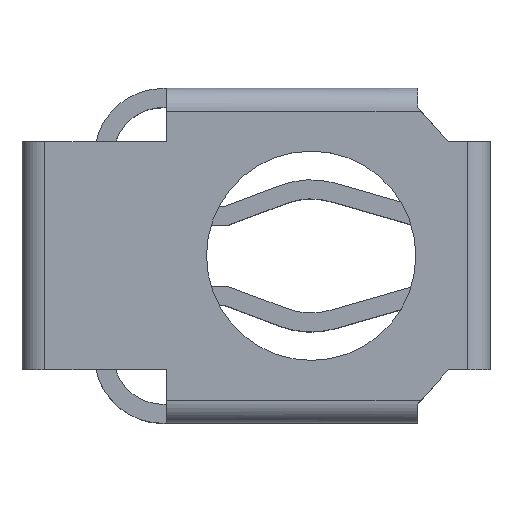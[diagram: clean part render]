
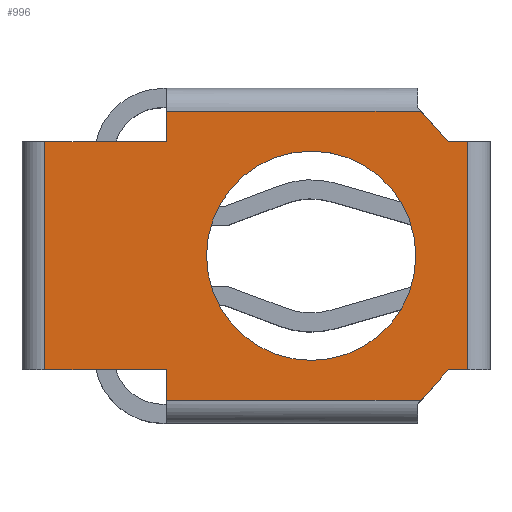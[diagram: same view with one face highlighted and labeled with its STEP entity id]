
A CAD part, top view. The second image highlights one B-rep face of the part: STEP entity #996.
In plain terms, the highlighted planar face has unit normal (0, 0, 1).
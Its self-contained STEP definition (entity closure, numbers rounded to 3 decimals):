
#2=CARTESIAN_POINT('',(0.,0.,0.));
#3=DIRECTION('',(0.,0.,1.));
#4=DIRECTION('',(1.,0.,0.));
#5=AXIS2_PLACEMENT_3D('',#2,#3,#4);
#7=CARTESIAN_POINT('',(0.,0.,0.));
#8=DIRECTION('',(0.,0.,1.));
#9=DIRECTION('',(-1.,0.,0.));
#10=AXIS2_PLACEMENT_3D('',#7,#8,#9);
#12=DIRECTION('',(0.,-1.,0.));
#13=VECTOR('',#12,6.);
#14=CARTESIAN_POINT('',(-7.,3.,0.));
#15=LINE('',#14,#13);
#16=DIRECTION('',(1.,0.,0.));
#17=VECTOR('',#16,3.2);
#18=CARTESIAN_POINT('',(-7.,3.,0.));
#19=LINE('',#18,#17);
#20=DIRECTION('',(0.,-1.,0.));
#21=VECTOR('',#20,0.8);
#22=CARTESIAN_POINT('',(-3.8,3.8,0.));
#23=LINE('',#22,#21);
#24=DIRECTION('',(1.,0.,0.));
#25=VECTOR('',#24,6.689);
#26=CARTESIAN_POINT('',(-3.8,3.8,0.));
#27=LINE('',#26,#25);
#28=DIRECTION('',(0.664,-0.747,0.));
#29=VECTOR('',#28,1.07);
#30=CARTESIAN_POINT('',(2.889,3.8,0.));
#31=LINE('',#30,#29);
#32=DIRECTION('',(-1.,0.,0.));
#33=VECTOR('',#32,0.5);
#34=CARTESIAN_POINT('',(4.1,3.,0.));
#35=LINE('',#34,#33);
#36=DIRECTION('',(0.,-1.,0.));
#37=VECTOR('',#36,6.);
#38=CARTESIAN_POINT('',(4.1,3.,0.));
#39=LINE('',#38,#37);
#40=DIRECTION('',(-1.,0.,0.));
#41=VECTOR('',#40,0.5);
#42=CARTESIAN_POINT('',(4.1,-3.,0.));
#43=LINE('',#42,#41);
#44=DIRECTION('',(-0.664,-0.747,0.));
#45=VECTOR('',#44,1.07);
#46=CARTESIAN_POINT('',(3.6,-3.,0.));
#47=LINE('',#46,#45);
#48=DIRECTION('',(-1.,0.,0.));
#49=VECTOR('',#48,6.689);
#50=CARTESIAN_POINT('',(2.889,-3.8,0.));
#51=LINE('',#50,#49);
#52=DIRECTION('',(0.,1.,0.));
#53=VECTOR('',#52,0.8);
#54=CARTESIAN_POINT('',(-3.8,-3.8,0.));
#55=LINE('',#54,#53);
#56=DIRECTION('',(1.,0.,0.));
#57=VECTOR('',#56,3.2);
#58=CARTESIAN_POINT('',(-7.,-3.,0.));
#59=LINE('',#58,#57);
#732=CARTESIAN_POINT('',(2.75,0.,0.));
#733=CARTESIAN_POINT('',(-2.75,0.,0.));
#734=VERTEX_POINT('',#732);
#735=VERTEX_POINT('',#733);
#740=CARTESIAN_POINT('',(3.6,-3.,0.));
#742=VERTEX_POINT('',#740);
#744=CARTESIAN_POINT('',(-3.8,-3.,0.));
#746=VERTEX_POINT('',#744);
#748=CARTESIAN_POINT('',(-3.8,3.,0.));
#750=VERTEX_POINT('',#748);
#752=CARTESIAN_POINT('',(3.6,3.,0.));
#754=VERTEX_POINT('',#752);
#816=CARTESIAN_POINT('',(2.889,-3.8,0.));
#817=VERTEX_POINT('',#816);
#818=CARTESIAN_POINT('',(-3.8,-3.8,0.));
#819=VERTEX_POINT('',#818);
#820=CARTESIAN_POINT('',(-3.8,3.8,0.));
#821=VERTEX_POINT('',#820);
#822=CARTESIAN_POINT('',(2.889,3.8,0.));
#823=VERTEX_POINT('',#822);
#842=CARTESIAN_POINT('',(-7.,-3.,0.));
#844=VERTEX_POINT('',#842);
#848=CARTESIAN_POINT('',(-7.,3.,0.));
#849=VERTEX_POINT('',#848);
#851=CARTESIAN_POINT('',(4.1,-3.,0.));
#853=VERTEX_POINT('',#851);
#854=CARTESIAN_POINT('',(4.1,3.,0.));
#855=VERTEX_POINT('',#854);
#959=CARTESIAN_POINT('',(-7.7,-4.4,0.));
#960=DIRECTION('',(0.,0.,1.));
#961=DIRECTION('',(1.,0.,0.));
#962=AXIS2_PLACEMENT_3D('',#959,#960,#961);
#963=PLANE('',#962);
#965=ORIENTED_EDGE('',*,*,#964,.F.);
#967=ORIENTED_EDGE('',*,*,#966,.T.);
#969=ORIENTED_EDGE('',*,*,#968,.F.);
#971=ORIENTED_EDGE('',*,*,#970,.T.);
#973=ORIENTED_EDGE('',*,*,#972,.T.);
#975=ORIENTED_EDGE('',*,*,#974,.F.);
#977=ORIENTED_EDGE('',*,*,#976,.T.);
#979=ORIENTED_EDGE('',*,*,#978,.T.);
#981=ORIENTED_EDGE('',*,*,#980,.T.);
#983=ORIENTED_EDGE('',*,*,#982,.T.);
#985=ORIENTED_EDGE('',*,*,#984,.T.);
#987=ORIENTED_EDGE('',*,*,#986,.F.);
#988=EDGE_LOOP('',(#965,#967,#969,#971,#973,#975,#977,#979,#981,#983,#985,
#987));
#989=FACE_OUTER_BOUND('',#988,.F.);
#991=ORIENTED_EDGE('',*,*,#990,.T.);
#993=ORIENTED_EDGE('',*,*,#992,.T.);
#994=EDGE_LOOP('',(#991,#993));
#995=FACE_BOUND('',#994,.F.);
#996=ADVANCED_FACE('',(#989,#995),#963,.T.);
#6=CIRCLE('',#5,2.75);
#11=CIRCLE('',#10,2.75);
#964=EDGE_CURVE('',#849,#844,#15,.T.);
#966=EDGE_CURVE('',#849,#750,#19,.T.);
#968=EDGE_CURVE('',#821,#750,#23,.T.);
#970=EDGE_CURVE('',#821,#823,#27,.T.);
#972=EDGE_CURVE('',#823,#754,#31,.T.);
#974=EDGE_CURVE('',#855,#754,#35,.T.);
#976=EDGE_CURVE('',#855,#853,#39,.T.);
#978=EDGE_CURVE('',#853,#742,#43,.T.);
#980=EDGE_CURVE('',#742,#817,#47,.T.);
#982=EDGE_CURVE('',#817,#819,#51,.T.);
#984=EDGE_CURVE('',#819,#746,#55,.T.);
#986=EDGE_CURVE('',#844,#746,#59,.T.);
#990=EDGE_CURVE('',#734,#735,#6,.T.);
#992=EDGE_CURVE('',#735,#734,#11,.T.);
